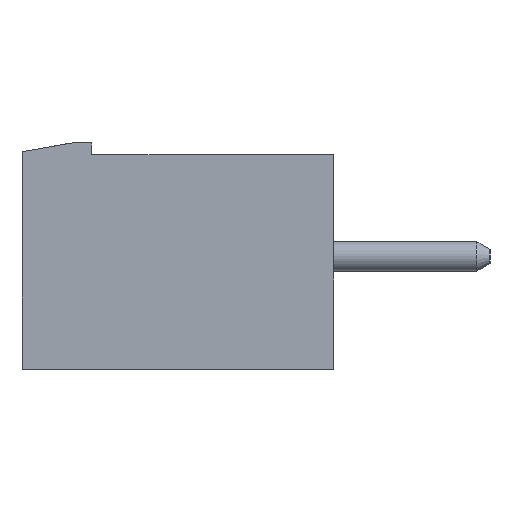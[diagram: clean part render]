
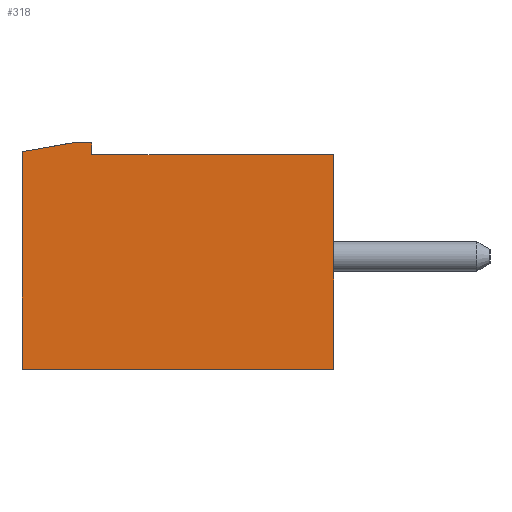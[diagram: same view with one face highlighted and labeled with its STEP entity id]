
A CAD part, left-side view. The second image highlights one B-rep face of the part: STEP entity #318.
In plain terms, the highlighted planar face has unit normal (-1, 0, 0).
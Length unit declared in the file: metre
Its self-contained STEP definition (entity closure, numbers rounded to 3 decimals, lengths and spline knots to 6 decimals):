
#318 = ADVANCED_FACE( '', ( #679 ), #680, .F. );
#679 = FACE_OUTER_BOUND( '', #1034, .T. );
#680 = PLANE( '', #1035 );
#1034 = EDGE_LOOP( '', ( #1816, #1817, #1818, #1819, #1820, #1821, #1822 ) );
#1035 = AXIS2_PLACEMENT_3D( '', #1823, #1824, #1825 );
#1816 = ORIENTED_EDGE( '', *, *, #1990, .F. );
#1817 = ORIENTED_EDGE( '', *, *, #2118, .T. );
#1818 = ORIENTED_EDGE( '', *, *, #2096, .F. );
#1819 = ORIENTED_EDGE( '', *, *, #2103, .T. );
#1820 = ORIENTED_EDGE( '', *, *, #2067, .F. );
#1821 = ORIENTED_EDGE( '', *, *, #1976, .T. );
#1822 = ORIENTED_EDGE( '', *, *, #2040, .T. );
#1823 = CARTESIAN_POINT( '', ( 0., 0.01175, 0. ) );
#1824 = DIRECTION( '', ( 1., 0., 0. ) );
#1825 = DIRECTION( '', ( 0., 0., -1. ) );
#1976 = EDGE_CURVE( '', #2362, #2360, #2363, .T. );
#1990 = EDGE_CURVE( '', #2382, #2383, #2384, .T. );
#2040 = EDGE_CURVE( '', #2360, #2383, #2463, .T. );
#2067 = EDGE_CURVE( '', #2362, #2499, #2500, .T. );
#2096 = EDGE_CURVE( '', #2537, #2538, #2539, .T. );
#2103 = EDGE_CURVE( '', #2537, #2499, #2547, .F. );
#2118 = EDGE_CURVE( '', #2382, #2538, #2564, .T. );
#2360 = VERTEX_POINT( '', #2871 );
#2362 = VERTEX_POINT( '', #2874 );
#2363 = LINE( '', #2875, #2876 );
#2382 = VERTEX_POINT( '', #2899 );
#2383 = VERTEX_POINT( '', #2900 );
#2384 = LINE( '', #2901, #2902 );
#2463 = LINE( '', #2997, #2998 );
#2499 = VERTEX_POINT( '', #3050 );
#2500 = LINE( '', #3051, #3052 );
#2537 = VERTEX_POINT( '', #3101 );
#2538 = VERTEX_POINT( '', #3102 );
#2539 = LINE( '', #3103, #3104 );
#2547 = LINE( '', #3114, #3115 );
#2564 = LINE( '', #3140, #3141 );
#2871 = CARTESIAN_POINT( '', ( 0., 0., -0.00853 ) );
#2874 = CARTESIAN_POINT( '', ( 0., 0.01175, -0.00853 ) );
#2875 = CARTESIAN_POINT( '', ( 0., 0.01175, -0.00853 ) );
#2876 = VECTOR( '', #3326, 1. );
#2899 = CARTESIAN_POINT( '', ( 0., 0.00912, -0.00045 ) );
#2900 = CARTESIAN_POINT( '', ( 0., 0., -0.00045 ) );
#2901 = CARTESIAN_POINT( '', ( 0., 0.00912, -0.00045 ) );
#2902 = VECTOR( '', #3340, 1. );
#2997 = CARTESIAN_POINT( '', ( 0., 0., 0. ) );
#2998 = VECTOR( '', #3420, 1. );
#3050 = CARTESIAN_POINT( '', ( 0., 0.01175, -0.000333 ) );
#3051 = CARTESIAN_POINT( '', ( 0., 0.01175, 0. ) );
#3052 = VECTOR( '', #3443, 1. );
#3101 = CARTESIAN_POINT( '', ( 0., 0.00986, 0. ) );
#3102 = CARTESIAN_POINT( '', ( 0., 0.00912, 0. ) );
#3103 = CARTESIAN_POINT( '', ( 0., 0.01175, 0. ) );
#3104 = VECTOR( '', #3471, 1. );
#3114 = CARTESIAN_POINT( '', ( 0., 0.01175, -0.000333 ) );
#3115 = VECTOR( '', #3477, 1. );
#3140 = CARTESIAN_POINT( '', ( 0., 0.00912, -0.00045 ) );
#3141 = VECTOR( '', #3486, 1. );
#3326 = DIRECTION( '', ( 0., -1., 0. ) );
#3340 = DIRECTION( '', ( 0., -1., 0. ) );
#3420 = DIRECTION( '', ( 0., 0., 1. ) );
#3443 = DIRECTION( '', ( 0., 0., 1. ) );
#3471 = DIRECTION( '', ( 0., -1., 0. ) );
#3477 = DIRECTION( '', ( 0., -0.985, 0.174 ) );
#3486 = DIRECTION( '', ( 0., 0., 1. ) );
